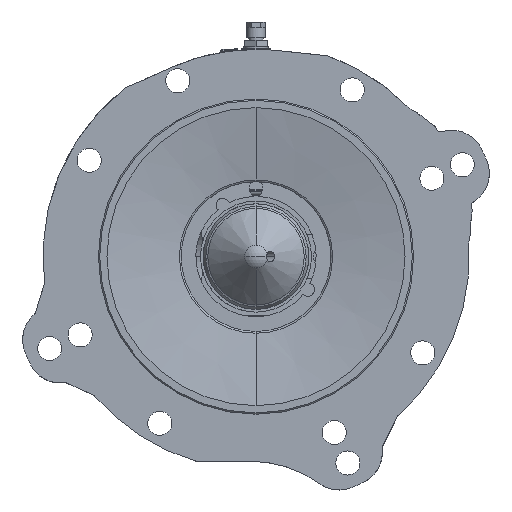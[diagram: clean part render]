
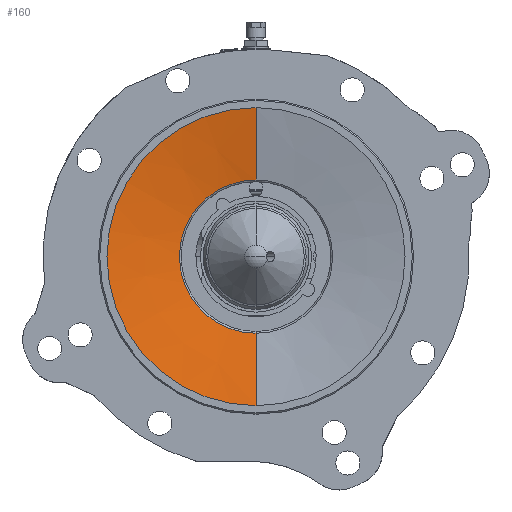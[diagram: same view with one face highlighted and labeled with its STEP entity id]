
A CAD part, front view. The second image highlights one B-rep face of the part: STEP entity #160.
In plain terms, the highlighted conical face has half-angle 79.5 degrees and reference radius 56 mm.
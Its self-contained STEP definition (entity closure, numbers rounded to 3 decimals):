
#160 = ADVANCED_FACE ( 'NONE', ( #35977 ), #35683, .F. ) ;
#3212 = CARTESIAN_POINT ( 'NONE',  ( 0., 13.986, -56. ) ) ;
#3213 = DIRECTION ( 'NONE',  ( 0., -0.182, -0.983 ) ) ;
#3415 = CARTESIAN_POINT ( 'NONE',  ( 0., 3.7, 0. ) ) ;
#3418 = DIRECTION ( 'NONE',  ( 0., -1., 0. ) ) ;
#3420 = DIRECTION ( 'NONE',  ( 0., 0., -1. ) ) ;
#3800 = CARTESIAN_POINT ( 'NONE',  ( 0., 13.744, 0. ) ) ;
#3853 = DIRECTION ( 'NONE',  ( 0., 1., 0. ) ) ;
#3855 = DIRECTION ( 'NONE',  ( 0., 0., 1. ) ) ;
#4429 = CARTESIAN_POINT ( 'NONE',  ( 0., 13.986, 56. ) ) ;
#4431 = DIRECTION ( 'NONE',  ( 0., -0.182, 0.983 ) ) ;
#7681 = AXIS2_PLACEMENT_3D ( 'NONE', #3800, #3853, #3855 ) ;
#7870 = AXIS2_PLACEMENT_3D ( 'NONE', #3415, #3418, #3420 ) ;
#11995 = EDGE_CURVE ( 'NONE', #41587, #42185, #39428, .T. ) ;
#12019 = EDGE_CURVE ( 'NONE', #41982, #42185, #39961, .T. ) ;
#12081 = EDGE_CURVE ( 'NONE', #41587, #42177, #39171, .T. ) ;
#12139 = EDGE_CURVE ( 'NONE', #42177, #41982, #40225, .T. ) ;
#13784 = DIRECTION ( 'NONE',  ( 0., 0., -1. ) ) ;
#13806 = DIRECTION ( 'NONE',  ( 0., -1., 0. ) ) ;
#13818 = CARTESIAN_POINT ( 'NONE',  ( 0., 13.986, 0. ) ) ;
#14419 = EDGE_LOOP ( 'NONE', ( #33267, #35050, #33954, #33600 ) ) ;
#17039 = CARTESIAN_POINT ( 'NONE',  ( 0., 13.744, -57.308 ) ) ;
#17298 = CARTESIAN_POINT ( 'NONE',  ( 0., 3.7, 111.5 ) ) ;
#17428 = CARTESIAN_POINT ( 'NONE',  ( 0., 13.744, 57.308 ) ) ;
#17432 = CARTESIAN_POINT ( 'NONE',  ( 0., 3.7, -111.5 ) ) ;
#18415 = AXIS2_PLACEMENT_3D ( 'NONE', #13818, #13806, #13784 ) ;
#33267 = ORIENTED_EDGE ( 'NONE', *, *, #12081, .T. ) ;
#33600 = ORIENTED_EDGE ( 'NONE', *, *, #11995, .F. ) ;
#33954 = ORIENTED_EDGE ( 'NONE', *, *, #12019, .T. ) ;
#35050 = ORIENTED_EDGE ( 'NONE', *, *, #12139, .T. ) ;
#35683 = CONICAL_SURFACE ( 'NONE', #18415, 56., 1.388 ) ;
#35977 = FACE_OUTER_BOUND ( 'NONE', #14419, .T. ) ;
#39158 = VECTOR ( 'NONE', #4431, 1000. ) ;
#39171 = CIRCLE ( 'NONE', #7681, 57.308 ) ;
#39428 = LINE ( 'NONE', #3212, #39568 ) ;
#39568 = VECTOR ( 'NONE', #3213, 1000. ) ;
#39961 = CIRCLE ( 'NONE', #7870, 111.5 ) ;
#40225 = LINE ( 'NONE', #4429, #39158 ) ;
#41587 = VERTEX_POINT ( 'NONE', #17039 ) ;
#41982 = VERTEX_POINT ( 'NONE', #17298 ) ;
#42177 = VERTEX_POINT ( 'NONE', #17428 ) ;
#42185 = VERTEX_POINT ( 'NONE', #17432 ) ;
